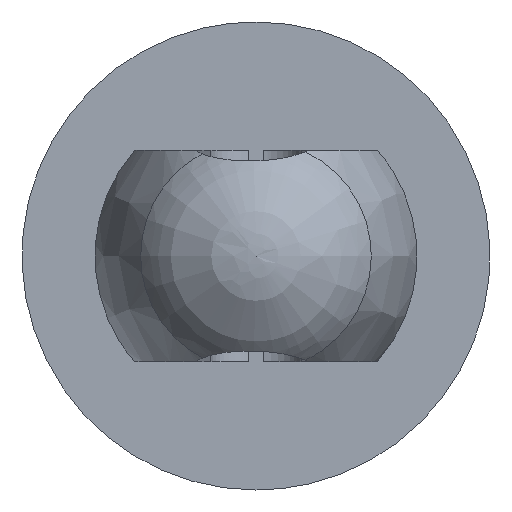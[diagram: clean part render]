
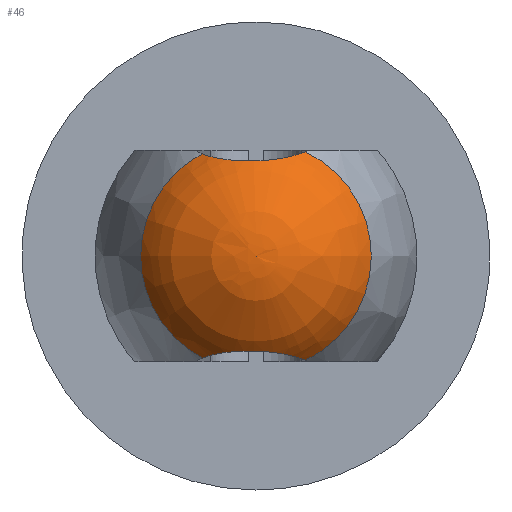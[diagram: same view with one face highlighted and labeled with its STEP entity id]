
A CAD part, front view. The second image highlights one B-rep face of the part: STEP entity #46.
In plain terms, the highlighted face is a revolution surface.
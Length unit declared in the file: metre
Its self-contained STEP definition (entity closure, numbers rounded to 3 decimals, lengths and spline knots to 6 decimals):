
#46 = ADVANCED_FACE( '', ( #83, #84 ), #85, .F. );
#83 = FACE_BOUND( '', #161, .T. );
#84 = FACE_OUTER_BOUND( '', #162, .T. );
#85 = SURFACE_OF_REVOLUTION( '', #163, #164 );
#161 = VERTEX_LOOP( '', #395 );
#162 = EDGE_LOOP( '', ( #396, #397, #398, #399, #400, #401 ) );
#163 = ( BOUNDED_CURVE(  )B_SPLINE_CURVE( 3, ( #404, #405, #406, #407 ), .UNSPECIFIED., .F., .F. )B_SPLINE_CURVE_WITH_KNOTS( ( 4, 4 ), ( 0., 1. ), .UNSPECIFIED. )CURVE(  )GEOMETRIC_REPRESENTATION_ITEM(  )RATIONAL_B_SPLINE_CURVE( ( 1., 0.914, 0.914, 1. ) )REPRESENTATION_ITEM( '' ) );
#164 = AXIS1_PLACEMENT( '', #413, #414 );
#395 = VERTEX_POINT( '', #700 );
#396 = ORIENTED_EDGE( '', *, *, #701, .F. );
#397 = ORIENTED_EDGE( '', *, *, #702, .F. );
#398 = ORIENTED_EDGE( '', *, *, #703, .F. );
#399 = ORIENTED_EDGE( '', *, *, #704, .F. );
#400 = ORIENTED_EDGE( '', *, *, #705, .F. );
#401 = ORIENTED_EDGE( '', *, *, #706, .F. );
#404 = CARTESIAN_POINT( '', ( 0., -0.003706, 0. ) );
#405 = CARTESIAN_POINT( '', ( 0.000474, -0.003706, 0. ) );
#406 = CARTESIAN_POINT( '', ( 0.000887, -0.003474, 0. ) );
#407 = CARTESIAN_POINT( '', ( 0.001133, -0.003069, 0. ) );
#413 = CARTESIAN_POINT( '', ( 0., -0.00238, 0. ) );
#414 = DIRECTION( '', ( 0., -1., 0. ) );
#700 = CARTESIAN_POINT( '', ( 0., -0.003706, 0. ) );
#701 = EDGE_CURVE( '', #816, #817, #818, .T. );
#702 = EDGE_CURVE( '', #819, #816, #820, .T. );
#703 = EDGE_CURVE( '', #821, #819, #822, .T. );
#704 = EDGE_CURVE( '', #823, #821, #824, .T. );
#705 = EDGE_CURVE( '', #825, #823, #826, .T. );
#706 = EDGE_CURVE( '', #817, #825, #827, .T. );
#816 = VERTEX_POINT( '', #1010 );
#817 = VERTEX_POINT( '', #1011 );
#818 = ( BOUNDED_CURVE(  )B_SPLINE_CURVE( 3, ( #1014, #1015, #1016, #1017 ), .UNSPECIFIED., .F., .F. )B_SPLINE_CURVE_WITH_KNOTS( ( 4, 4 ), ( 0., 1.086632 ), .UNSPECIFIED. )CURVE(  )GEOMETRIC_REPRESENTATION_ITEM(  )RATIONAL_B_SPLINE_CURVE( ( 0.727, 0.727, 0.815, 0.992 ) )REPRESENTATION_ITEM( '' ) );
#819 = VERTEX_POINT( '', #1023 );
#820 = ( BOUNDED_CURVE(  )B_SPLINE_CURVE( 3, ( #1026, #1027, #1028, #1029 ), .UNSPECIFIED., .F., .F. )B_SPLINE_CURVE_WITH_KNOTS( ( 4, 4 ), ( 0., 1.086632 ), .UNSPECIFIED. )CURVE(  )GEOMETRIC_REPRESENTATION_ITEM(  )RATIONAL_B_SPLINE_CURVE( ( 0.992, 0.815, 0.727, 0.727 ) )REPRESENTATION_ITEM( '' ) );
#821 = VERTEX_POINT( '', #1035 );
#822 = B_SPLINE_CURVE_WITH_KNOTS( '', 3, ( #1036, #1037, #1038, #1039, #1040, #1041, #1042, #1043, #1044, #1045, #1046, #1047, #1048 ), .UNSPECIFIED., .F., .F., ( 4, 1, 1, 1, 1, 1, 1, 1, 1, 1, 4 ), ( -0.001181, -0.0011, -0.001024, -0.000952, -0.000885, -0.000734, -0.00059, -0.000444, -0.000295, -0.000155, 0. ), .UNSPECIFIED. );
#823 = VERTEX_POINT( '', #1049 );
#824 = ( BOUNDED_CURVE(  )B_SPLINE_CURVE( 3, ( #1052, #1053, #1054, #1055 ), .UNSPECIFIED., .F., .F. )B_SPLINE_CURVE_WITH_KNOTS( ( 4, 4 ), ( 0., 1.127629 ), .UNSPECIFIED. )CURVE(  )GEOMETRIC_REPRESENTATION_ITEM(  )RATIONAL_B_SPLINE_CURVE( ( 0.708, 0.708, 0.803, 0.991 ) )REPRESENTATION_ITEM( '' ) );
#825 = VERTEX_POINT( '', #1061 );
#826 = ( BOUNDED_CURVE(  )B_SPLINE_CURVE( 3, ( #1064, #1065, #1066, #1067 ), .UNSPECIFIED., .F., .F. )B_SPLINE_CURVE_WITH_KNOTS( ( 4, 4 ), ( 0., 1.127629 ), .UNSPECIFIED. )CURVE(  )GEOMETRIC_REPRESENTATION_ITEM(  )RATIONAL_B_SPLINE_CURVE( ( 0.991, 0.803, 0.708, 0.708 ) )REPRESENTATION_ITEM( '' ) );
#827 = B_SPLINE_CURVE_WITH_KNOTS( '', 3, ( #1073, #1074, #1075, #1076, #1077, #1078, #1079, #1080, #1081, #1082, #1083, #1084, #1085 ), .UNSPECIFIED., .F., .F., ( 4, 1, 1, 1, 1, 1, 1, 1, 1, 1, 4 ), ( -0.001181, -0.001102, -0.001026, -0.000954, -0.000885, -0.000736, -0.00059, -0.000446, -0.000295, -0.000157, 0. ), .UNSPECIFIED. );
#1010 = CARTESIAN_POINT( '', ( -0.001133, -0.003069, 0. ) );
#1011 = CARTESIAN_POINT( '', ( -0.000528, -0.003069, 0.001003 ) );
#1014 = CARTESIAN_POINT( '', ( -0.001133, -0.003069, 0. ) );
#1015 = CARTESIAN_POINT( '', ( -0.001133, -0.003069, 0.000456 ) );
#1016 = CARTESIAN_POINT( '', ( -0.000888, -0.003069, 0.000814 ) );
#1017 = CARTESIAN_POINT( '', ( -0.000528, -0.003069, 0.001003 ) );
#1023 = CARTESIAN_POINT( '', ( -0.000528, -0.003069, -0.001003 ) );
#1026 = CARTESIAN_POINT( '', ( -0.000528, -0.003069, -0.001003 ) );
#1027 = CARTESIAN_POINT( '', ( -0.000888, -0.003069, -0.000814 ) );
#1028 = CARTESIAN_POINT( '', ( -0.001133, -0.003069, -0.000456 ) );
#1029 = CARTESIAN_POINT( '', ( -0.001133, -0.003069, 0. ) );
#1035 = CARTESIAN_POINT( '', ( 0.000486, -0.003069, -0.001024 ) );
#1036 = CARTESIAN_POINT( '', ( 0.000486, -0.003069, -0.001024 ) );
#1037 = CARTESIAN_POINT( '', ( 0.000469, -0.003089, -0.001017 ) );
#1038 = CARTESIAN_POINT( '', ( 0.000437, -0.003129, -0.001005 ) );
#1039 = CARTESIAN_POINT( '', ( 0.000381, -0.003179, -0.000988 ) );
#1040 = CARTESIAN_POINT( '', ( 0.000324, -0.003221, -0.000974 ) );
#1041 = CARTESIAN_POINT( '', ( 0.000241, -0.003268, -0.000957 ) );
#1042 = CARTESIAN_POINT( '', ( 0.000127, -0.00331, -0.000941 ) );
#1043 = CARTESIAN_POINT( '', ( -0.000021, -0.003327, -0.000932 ) );
#1044 = CARTESIAN_POINT( '', ( -0.000168, -0.00331, -0.000935 ) );
#1045 = CARTESIAN_POINT( '', ( -0.000305, -0.00326, -0.000948 ) );
#1046 = CARTESIAN_POINT( '', ( -0.000431, -0.00318, -0.000971 ) );
#1047 = CARTESIAN_POINT( '', ( -0.000494, -0.003107, -0.000992 ) );
#1048 = CARTESIAN_POINT( '', ( -0.000528, -0.003069, -0.001003 ) );
#1049 = CARTESIAN_POINT( '', ( 0.001133, -0.003069, 0. ) );
#1052 = CARTESIAN_POINT( '', ( 0.001133, -0.003069, 0. ) );
#1053 = CARTESIAN_POINT( '', ( 0.001133, -0.003069, -0.000478 ) );
#1054 = CARTESIAN_POINT( '', ( 0.000867, -0.003069, -0.000843 ) );
#1055 = CARTESIAN_POINT( '', ( 0.000486, -0.003069, -0.001024 ) );
#1061 = CARTESIAN_POINT( '', ( 0.000486, -0.003069, 0.001024 ) );
#1064 = CARTESIAN_POINT( '', ( 0.000486, -0.003069, 0.001024 ) );
#1065 = CARTESIAN_POINT( '', ( 0.000867, -0.003069, 0.000843 ) );
#1066 = CARTESIAN_POINT( '', ( 0.001133, -0.003069, 0.000478 ) );
#1067 = CARTESIAN_POINT( '', ( 0.001133, -0.003069, 0. ) );
#1073 = CARTESIAN_POINT( '', ( -0.000528, -0.003069, 0.001003 ) );
#1074 = CARTESIAN_POINT( '', ( -0.000511, -0.003089, 0.000997 ) );
#1075 = CARTESIAN_POINT( '', ( -0.000479, -0.003128, 0.000986 ) );
#1076 = CARTESIAN_POINT( '', ( -0.000424, -0.003179, 0.000971 ) );
#1077 = CARTESIAN_POINT( '', ( -0.000366, -0.003221, 0.000959 ) );
#1078 = CARTESIAN_POINT( '', ( -0.000282, -0.003268, 0.000946 ) );
#1079 = CARTESIAN_POINT( '', ( -0.000167, -0.00331, 0.000935 ) );
#1080 = CARTESIAN_POINT( '', ( -0.000019, -0.003327, 0.000932 ) );
#1081 = CARTESIAN_POINT( '', ( 0.000128, -0.003309, 0.000942 ) );
#1082 = CARTESIAN_POINT( '', ( 0.000264, -0.003259, 0.00096 ) );
#1083 = CARTESIAN_POINT( '', ( 0.000389, -0.00318, 0.000988 ) );
#1084 = CARTESIAN_POINT( '', ( 0.000452, -0.003107, 0.001012 ) );
#1085 = CARTESIAN_POINT( '', ( 0.000486, -0.003069, 0.001024 ) );
